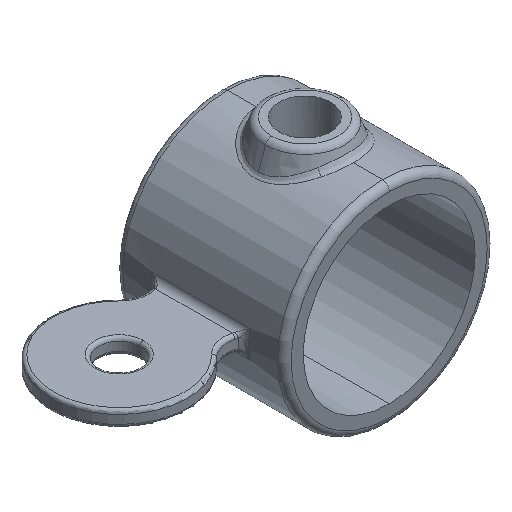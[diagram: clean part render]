
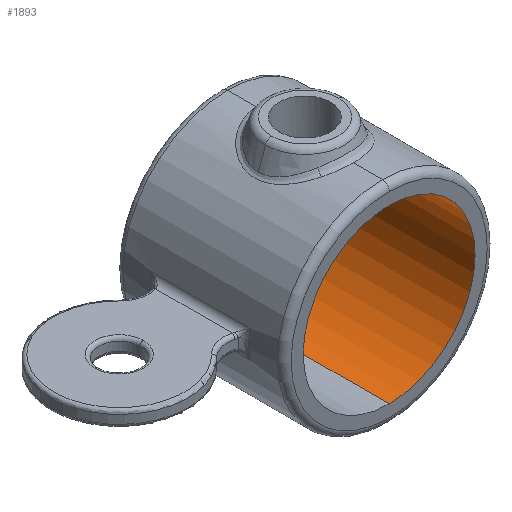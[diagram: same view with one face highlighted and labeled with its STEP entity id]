
A CAD part, isometric view. The second image highlights one B-rep face of the part: STEP entity #1893.
In plain terms, the highlighted cylindrical face has radius 25 mm (diameter 50 mm), a partial arc.
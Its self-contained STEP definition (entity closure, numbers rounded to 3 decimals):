
#7 = ORIENTED_EDGE ( 'NONE', *, *, #1240, .T. ) ;
#41 = CIRCLE ( 'NONE', #2105, 25. ) ;
#45 = CARTESIAN_POINT ( 'NONE',  ( 6.097, -4.375, 24.246 ) ) ;
#72 = VERTEX_POINT ( 'NONE', #98 ) ;
#98 = CARTESIAN_POINT ( 'NONE',  ( 0., -7.5, 25. ) ) ;
#116 = B_SPLINE_CURVE_WITH_KNOTS ( 'NONE', 3,
 ( #444, #483, #1583, #1060, #502, #1775, #493, #156, #1946, #1049, #512, #1754, #1600, #1440, #141, #683, #1421, #666, #121, #1781, #693, #859, #674, #148 ),
 .UNSPECIFIED., .F., .F.,
 ( 4, 2, 2, 2, 2, 2, 2, 2, 2, 2, 2, 4 ),
 ( 0., 0.001, 0.002, 0.003, 0.004, 0.005, 0.006, 0.007, 0.009, 0.01, 0.01, 0.012 ),
 .UNSPECIFIED. ) ;
#121 = CARTESIAN_POINT ( 'NONE',  ( 2.423, 7.102, 24.883 ) ) ;
#141 = CARTESIAN_POINT ( 'NONE',  ( 4.581, 5.959, 24.58 ) ) ;
#148 = CARTESIAN_POINT ( 'NONE',  ( 0., 7.5, 25. ) ) ;
#156 = CARTESIAN_POINT ( 'NONE',  ( 6.735, 3.336, 24.077 ) ) ;
#208 = CARTESIAN_POINT ( 'NONE',  ( 0., -7.5, 25. ) ) ;
#293 = B_SPLINE_CURVE_WITH_KNOTS ( 'NONE', 3,
 ( #208, #369, #2006, #749, #1135, #1656, #2014, #937, #1311, #1112, #574, #2205, #581, #1852, #45, #764, #1649, #1118, #2025, #1107, #754, #2197 ),
 .UNSPECIFIED., .F., .F.,
 ( 4, 2, 2, 2, 2, 2, 2, 2, 2, 2, 4 ),
 ( 0.035, 0.037, 0.038, 0.038, 0.04, 0.041, 0.042, 0.043, 0.044, 0.046, 0.047 ),
 .UNSPECIFIED. ) ;
#311 = VERTEX_POINT ( 'NONE', #1461 ) ;
#312 = CARTESIAN_POINT ( 'NONE',  ( 0., 24.5, 25. ) ) ;
#333 = LINE ( 'NONE', #312, #939 ) ;
#369 = CARTESIAN_POINT ( 'NONE',  ( 0.494, -7.5, 25. ) ) ;
#389 = CARTESIAN_POINT ( 'NONE',  ( 0., 24.5, 25. ) ) ;
#393 = ORIENTED_EDGE ( 'NONE', *, *, #1371, .F. ) ;
#407 = ORIENTED_EDGE ( 'NONE', *, *, #1492, .T. ) ;
#444 = CARTESIAN_POINT ( 'NONE',  ( 7.5, 0., 23.848 ) ) ;
#449 = EDGE_CURVE ( 'NONE', #2201, #311, #1738, .T. ) ;
#483 = CARTESIAN_POINT ( 'NONE',  ( 7.5, 0.499, 23.848 ) ) ;
#493 = CARTESIAN_POINT ( 'NONE',  ( 7.018, 2.656, 23.995 ) ) ;
#498 = AXIS2_PLACEMENT_3D ( 'NONE', #1910, #644, #2111 ) ;
#502 = CARTESIAN_POINT ( 'NONE',  ( 7.246, 1.949, 23.927 ) ) ;
#512 = CARTESIAN_POINT ( 'NONE',  ( 5.948, 4.574, 24.283 ) ) ;
#567 = DIRECTION ( 'NONE',  ( 1., 0., 0. ) ) ;
#574 = CARTESIAN_POINT ( 'NONE',  ( 4.958, -5.648, 24.506 ) ) ;
#581 = CARTESIAN_POINT ( 'NONE',  ( 5.638, -4.952, 24.356 ) ) ;
#644 = DIRECTION ( 'NONE',  ( 0., -1., 0. ) ) ;
#666 = CARTESIAN_POINT ( 'NONE',  ( 2.653, 7.019, 24.86 ) ) ;
#668 = EDGE_CURVE ( 'NONE', #72, #1694, #333, .T. ) ;
#674 = CARTESIAN_POINT ( 'NONE',  ( 0.493, 7.5, 25. ) ) ;
#683 = CARTESIAN_POINT ( 'NONE',  ( 3.761, 6.507, 24.719 ) ) ;
#693 = CARTESIAN_POINT ( 'NONE',  ( 1.709, 7.307, 24.943 ) ) ;
#723 = DIRECTION ( 'NONE',  ( 0., 1., 0. ) ) ;
#749 = CARTESIAN_POINT ( 'NONE',  ( 1.708, -7.307, 24.943 ) ) ;
#754 = CARTESIAN_POINT ( 'NONE',  ( 7.5, -0.499, 23.848 ) ) ;
#764 = CARTESIAN_POINT ( 'NONE',  ( 6.505, -3.765, 24.141 ) ) ;
#776 = DIRECTION ( 'NONE',  ( 0., -1., 0. ) ) ;
#859 = CARTESIAN_POINT ( 'NONE',  ( 0.981, 7.452, 24.985 ) ) ;
#937 = CARTESIAN_POINT ( 'NONE',  ( 3.331, -6.737, 24.781 ) ) ;
#939 = VECTOR ( 'NONE', #1777, 1000. ) ;
#1019 = VERTEX_POINT ( 'NONE', #1684 ) ;
#1049 = CARTESIAN_POINT ( 'NONE',  ( 6.096, 4.376, 24.246 ) ) ;
#1060 = CARTESIAN_POINT ( 'NONE',  ( 7.306, 1.711, 23.909 ) ) ;
#1107 = CARTESIAN_POINT ( 'NONE',  ( 7.451, -0.989, 23.864 ) ) ;
#1112 = CARTESIAN_POINT ( 'NONE',  ( 4.582, -5.958, 24.58 ) ) ;
#1117 = CARTESIAN_POINT ( 'NONE',  ( 0., 24.5, -25. ) ) ;
#1118 = CARTESIAN_POINT ( 'NONE',  ( 7.112, -2.432, 23.968 ) ) ;
#1129 = VECTOR ( 'NONE', #776, 1000. ) ;
#1135 = CARTESIAN_POINT ( 'NONE',  ( 1.949, -7.246, 24.925 ) ) ;
#1240 = EDGE_CURVE ( 'NONE', #1320, #1019, #116, .T. ) ;
#1311 = CARTESIAN_POINT ( 'NONE',  ( 3.762, -6.507, 24.719 ) ) ;
#1312 = EDGE_CURVE ( 'NONE', #1468, #1019, #2208, .T. ) ;
#1320 = VERTEX_POINT ( 'NONE', #1817 ) ;
#1323 = CARTESIAN_POINT ( 'NONE',  ( 0., 24.5, -25. ) ) ;
#1348 = ORIENTED_EDGE ( 'NONE', *, *, #668, .F. ) ;
#1361 = VECTOR ( 'NONE', #2121, 1000. ) ;
#1371 = EDGE_CURVE ( 'NONE', #1694, #311, #41, .T. ) ;
#1421 = CARTESIAN_POINT ( 'NONE',  ( 3.329, 6.738, 24.781 ) ) ;
#1427 = FACE_OUTER_BOUND ( 'NONE', #1622, .T. ) ;
#1440 = CARTESIAN_POINT ( 'NONE',  ( 4.957, 5.649, 24.506 ) ) ;
#1461 = CARTESIAN_POINT ( 'NONE',  ( 0., -24.5, -25. ) ) ;
#1468 = VERTEX_POINT ( 'NONE', #389 ) ;
#1469 = EDGE_CURVE ( 'NONE', #1468, #2201, #1503, .T. ) ;
#1492 = EDGE_CURVE ( 'NONE', #72, #1320, #293, .T. ) ;
#1503 = CIRCLE ( 'NONE', #1955, 25. ) ;
#1523 = CARTESIAN_POINT ( 'NONE',  ( 0., -24.5, 25. ) ) ;
#1583 = CARTESIAN_POINT ( 'NONE',  ( 7.451, 0.989, 23.864 ) ) ;
#1600 = CARTESIAN_POINT ( 'NONE',  ( 5.473, 5.134, 24.394 ) ) ;
#1622 = EDGE_LOOP ( 'NONE', ( #2114, #1789, #1628, #393, #1348, #407, #7 ) ) ;
#1628 = ORIENTED_EDGE ( 'NONE', *, *, #449, .T. ) ;
#1649 = CARTESIAN_POINT ( 'NONE',  ( 6.735, -3.336, 24.077 ) ) ;
#1656 = CARTESIAN_POINT ( 'NONE',  ( 2.423, -7.102, 24.883 ) ) ;
#1662 = CYLINDRICAL_SURFACE ( 'NONE', #498, 25. ) ;
#1665 = DIRECTION ( 'NONE',  ( 0., 1., 0. ) ) ;
#1684 = CARTESIAN_POINT ( 'NONE',  ( 0., 7.5, 25. ) ) ;
#1694 = VERTEX_POINT ( 'NONE', #1523 ) ;
#1738 = LINE ( 'NONE', #1323, #1129 ) ;
#1754 = CARTESIAN_POINT ( 'NONE',  ( 5.637, 4.953, 24.357 ) ) ;
#1775 = CARTESIAN_POINT ( 'NONE',  ( 7.102, 2.422, 23.97 ) ) ;
#1777 = DIRECTION ( 'NONE',  ( 0., -1., 0. ) ) ;
#1781 = CARTESIAN_POINT ( 'NONE',  ( 1.951, 7.246, 24.925 ) ) ;
#1789 = ORIENTED_EDGE ( 'NONE', *, *, #1469, .T. ) ;
#1807 = CARTESIAN_POINT ( 'NONE',  ( 0., -24.5, 0. ) ) ;
#1817 = CARTESIAN_POINT ( 'NONE',  ( 7.5, 0., 23.848 ) ) ;
#1836 = CARTESIAN_POINT ( 'NONE',  ( 0., 24.5, 0. ) ) ;
#1852 = CARTESIAN_POINT ( 'NONE',  ( 5.949, -4.574, 24.282 ) ) ;
#1893 = ADVANCED_FACE ( 'NONE', ( #1427 ), #1662, .F. ) ;
#1910 = CARTESIAN_POINT ( 'NONE',  ( 0., 24.5, 0. ) ) ;
#1946 = CARTESIAN_POINT ( 'NONE',  ( 6.504, 3.766, 24.141 ) ) ;
#1955 = AXIS2_PLACEMENT_3D ( 'NONE', #1836, #1665, #567 ) ;
#1964 = CARTESIAN_POINT ( 'NONE',  ( 0., 24.5, 25. ) ) ;
#1990 = DIRECTION ( 'NONE',  ( 1., 0., 0. ) ) ;
#2006 = CARTESIAN_POINT ( 'NONE',  ( 0.983, -7.452, 24.985 ) ) ;
#2014 = CARTESIAN_POINT ( 'NONE',  ( 2.654, -7.019, 24.86 ) ) ;
#2025 = CARTESIAN_POINT ( 'NONE',  ( 7.258, -1.953, 23.924 ) ) ;
#2105 = AXIS2_PLACEMENT_3D ( 'NONE', #1807, #723, #1990 ) ;
#2111 = DIRECTION ( 'NONE',  ( 0., 0., -1. ) ) ;
#2114 = ORIENTED_EDGE ( 'NONE', *, *, #1312, .F. ) ;
#2121 = DIRECTION ( 'NONE',  ( 0., -1., 0. ) ) ;
#2197 = CARTESIAN_POINT ( 'NONE',  ( 7.5, 0., 23.848 ) ) ;
#2201 = VERTEX_POINT ( 'NONE', #1117 ) ;
#2205 = CARTESIAN_POINT ( 'NONE',  ( 5.474, -5.132, 24.394 ) ) ;
#2208 = LINE ( 'NONE', #1964, #1361 ) ;
